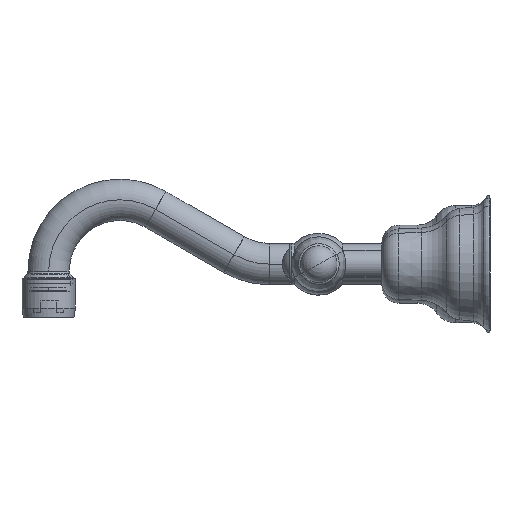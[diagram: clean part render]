
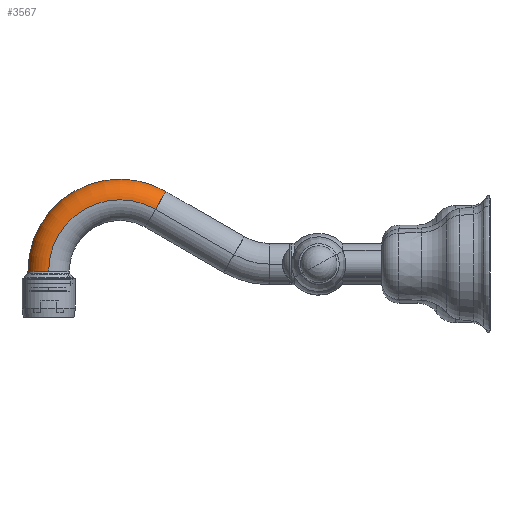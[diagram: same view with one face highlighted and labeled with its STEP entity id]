
A CAD part, left-side view. The second image highlights one B-rep face of the part: STEP entity #3567.
In plain terms, the highlighted toroidal (fillet/blend) face has major radius 31 mm and minor radius 9 mm.
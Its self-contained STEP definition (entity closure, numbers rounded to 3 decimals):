
#3528=CARTESIAN_POINT('Axis2P3D Location',(0.,161.,-3.)) ;
#3533=CARTESIAN_POINT('Axis2P3D Location',(0.,145.5,23.847)) ;
#3537=CARTESIAN_POINT('Vertex',(-9.,145.5,23.847)) ;
#3539=CARTESIAN_POINT('Vertex',(9.,145.5,23.847)) ;
#3542=CARTESIAN_POINT('Axis2P3D Location',(9.,161.,-3.)) ;
#3546=CARTESIAN_POINT('Vertex',(9.,192.,-3.)) ;
#3549=CARTESIAN_POINT('Axis2P3D Location',(0.,192.,-3.)) ;
#3553=CARTESIAN_POINT('Vertex',(-9.,192.,-3.)) ;
#3556=CARTESIAN_POINT('Axis2P3D Location',(-9.,161.,-3.)) ;
#3529=DIRECTION('Axis2P3D Direction',(1.,0.,0.)) ;
#3530=DIRECTION('Axis2P3D XDirection',(0.,1.,0.)) ;
#3534=DIRECTION('Axis2P3D Direction',(-0.,0.866,0.5)) ;
#3543=DIRECTION('Axis2P3D Direction',(1.,0.,-0.)) ;
#3550=DIRECTION('Axis2P3D Direction',(0.,0.,-1.)) ;
#3557=DIRECTION('Axis2P3D Direction',(1.,0.,-0.)) ;
#3531=AXIS2_PLACEMENT_3D('Torus Axis2P3D',#3528,#3529,#3530) ;
#3535=AXIS2_PLACEMENT_3D('Circle Axis2P3D',#3533,#3534,$) ;
#3544=AXIS2_PLACEMENT_3D('Circle Axis2P3D',#3542,#3543,$) ;
#3551=AXIS2_PLACEMENT_3D('Circle Axis2P3D',#3549,#3550,$) ;
#3558=AXIS2_PLACEMENT_3D('Circle Axis2P3D',#3556,#3557,$) ;
#3536=CIRCLE('generated circle',#3535,9.) ;
#3545=CIRCLE('generated circle',#3544,31.) ;
#3552=CIRCLE('generated circle',#3551,9.) ;
#3559=CIRCLE('generated circle',#3558,31.) ;
#3532=TOROIDAL_SURFACE('homeo Torus',#3531,31.,9.) ;
#3541=EDGE_CURVE('',#3538,#3540,#3536,.T.) ;
#3548=EDGE_CURVE('',#3547,#3540,#3545,.T.) ;
#3555=EDGE_CURVE('',#3554,#3547,#3552,.T.) ;
#3560=EDGE_CURVE('',#3554,#3538,#3559,.T.) ;
#3562=ORIENTED_EDGE('',*,*,#3541,.T.) ;
#3563=ORIENTED_EDGE('',*,*,#3548,.F.) ;
#3564=ORIENTED_EDGE('',*,*,#3555,.F.) ;
#3565=ORIENTED_EDGE('',*,*,#3560,.T.) ;
#3561=EDGE_LOOP('',(#3562,#3563,#3564,#3565)) ;
#3538=VERTEX_POINT('',#3537) ;
#3540=VERTEX_POINT('',#3539) ;
#3547=VERTEX_POINT('',#3546) ;
#3554=VERTEX_POINT('',#3553) ;
#3567=ADVANCED_FACE('PR98613.1\\P42723.1\\PartBody',(#3566),#3532,.T.) ;
#3566=FACE_OUTER_BOUND('',#3561,.T.) ;
